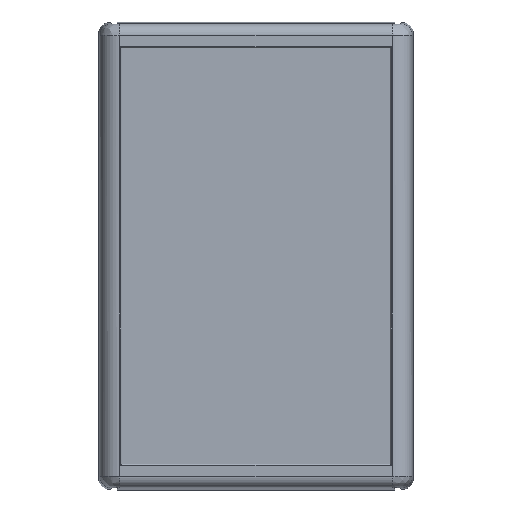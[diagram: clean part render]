
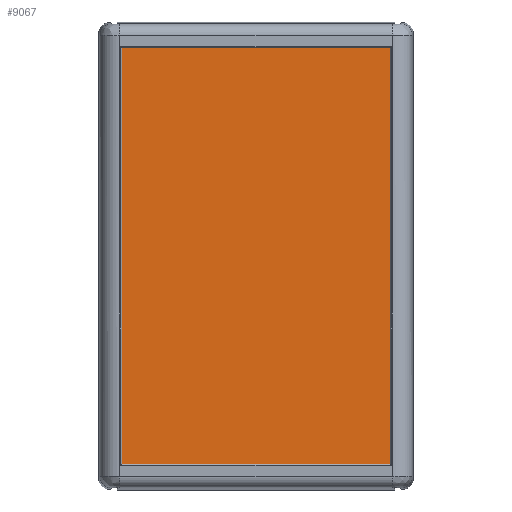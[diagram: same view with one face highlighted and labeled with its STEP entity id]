
A CAD part, top view. The second image highlights one B-rep face of the part: STEP entity #9067.
In plain terms, the highlighted face is planar.
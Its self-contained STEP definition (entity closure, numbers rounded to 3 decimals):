
#484=PLANE('',#9645);
#1129=LINE('',#16316,#1902);
#1132=LINE('',#16321,#1905);
#1138=LINE('',#16334,#1911);
#1139=LINE('',#16336,#1912);
#1902=VECTOR('',#11276,99.2);
#1905=VECTOR('',#11281,64.);
#1911=VECTOR('',#11291,99.2);
#1912=VECTOR('',#11294,64.);
#2573=FACE_OUTER_BOUND('',#3165,.T.);
#3165=EDGE_LOOP('',(#7732,#7733,#7734,#7735));
#4465=VERTEX_POINT('',#16313);
#4466=VERTEX_POINT('',#16315);
#4467=VERTEX_POINT('',#16319);
#4472=VERTEX_POINT('',#16332);
#5617=EDGE_CURVE('',#4466,#4465,#1129,.T.);
#5620=EDGE_CURVE('',#4465,#4467,#1132,.T.);
#5626=EDGE_CURVE('',#4467,#4472,#1138,.T.);
#5627=EDGE_CURVE('',#4472,#4466,#1139,.T.);
#7732=ORIENTED_EDGE('',*,*,#5620,.T.);
#7733=ORIENTED_EDGE('',*,*,#5626,.T.);
#7734=ORIENTED_EDGE('',*,*,#5627,.T.);
#7735=ORIENTED_EDGE('',*,*,#5617,.T.);
#9067=ADVANCED_FACE('',(#2573),#484,.F.);
#9645=AXIS2_PLACEMENT_3D('',#16337,#11295,#11296);
#11276=DIRECTION('',(1.,0.,0.));
#11281=DIRECTION('',(0.,-1.,0.));
#11291=DIRECTION('',(-1.,0.,0.));
#11294=DIRECTION('',(0.,1.,0.));
#11295=DIRECTION('center_axis',(0.,0.,
1.));
#11296=DIRECTION('ref_axis',(1.,0.,0.));
#16313=CARTESIAN_POINT('',(49.6,32.,-11.85));
#16315=CARTESIAN_POINT('',(-49.6,32.,-11.85));
#16316=CARTESIAN_POINT('',(49.6,32.,-11.85));
#16319=CARTESIAN_POINT('',(49.6,-32.,-11.85));
#16321=CARTESIAN_POINT('',(49.6,-32.,-11.85));
#16332=CARTESIAN_POINT('',(-49.6,-32.,-11.85));
#16334=CARTESIAN_POINT('',(-49.6,-32.,-11.85));
#16336=CARTESIAN_POINT('',(-49.6,32.,-11.85));
#16337=CARTESIAN_POINT('Origin',(0.,0.,-11.85));
